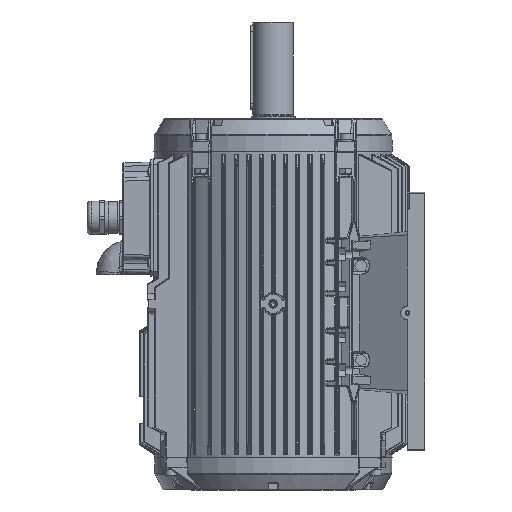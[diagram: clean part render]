
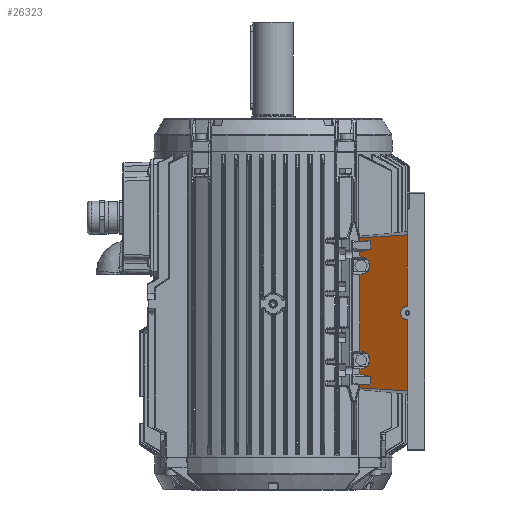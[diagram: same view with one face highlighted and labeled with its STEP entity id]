
A CAD part, left-side view. The second image highlights one B-rep face of the part: STEP entity #26323.
In plain terms, the highlighted planar face has unit normal (-0.849, 0.528, 0).
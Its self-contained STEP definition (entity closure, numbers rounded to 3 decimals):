
#1654=ELLIPSE('',#88714,15.371,13.047);
#1655=ELLIPSE('',#88715,15.371,13.047);
#1656=ELLIPSE('',#88716,11.779,10.);
#22867=PLANE('',#88717);
#26323=ADVANCED_FACE('',(#30606),#22867,.F.);
#30606=FACE_OUTER_BOUND('',#34395,.T.);
#34395=EDGE_LOOP('',(#54841,#54842,#54843,#54844,#54845,#54846,#54847,#54848,
#54849,#54850,#54851,#54852,#54853,#54854,#54855,#54856,#54857,#54858,#54859,
#54860,#54861,#54862));
#54841=ORIENTED_EDGE('',*,*,#74735,.T.);
#54842=ORIENTED_EDGE('',*,*,#74773,.T.);
#54843=ORIENTED_EDGE('',*,*,#74774,.T.);
#54844=ORIENTED_EDGE('',*,*,#74775,.F.);
#54845=ORIENTED_EDGE('',*,*,#74776,.F.);
#54846=ORIENTED_EDGE('',*,*,#74777,.F.);
#54847=ORIENTED_EDGE('',*,*,#74778,.F.);
#54848=ORIENTED_EDGE('',*,*,#74779,.F.);
#54849=ORIENTED_EDGE('',*,*,#74780,.F.);
#54850=ORIENTED_EDGE('',*,*,#74781,.F.);
#54851=ORIENTED_EDGE('',*,*,#74782,.F.);
#54852=ORIENTED_EDGE('',*,*,#74783,.F.);
#54853=ORIENTED_EDGE('',*,*,#74784,.F.);
#54854=ORIENTED_EDGE('',*,*,#74785,.F.);
#54855=ORIENTED_EDGE('',*,*,#74786,.F.);
#54856=ORIENTED_EDGE('',*,*,#74787,.F.);
#54857=ORIENTED_EDGE('',*,*,#74788,.F.);
#54858=ORIENTED_EDGE('',*,*,#74789,.F.);
#54859=ORIENTED_EDGE('',*,*,#74790,.T.);
#54860=ORIENTED_EDGE('',*,*,#74771,.T.);
#54861=ORIENTED_EDGE('',*,*,#74737,.T.);
#54862=ORIENTED_EDGE('',*,*,#74791,.F.);
#63254=VERTEX_POINT('',#192503);
#63255=VERTEX_POINT('',#192505);
#63256=VERTEX_POINT('',#192507);
#63257=VERTEX_POINT('',#192509);
#63286=VERTEX_POINT('',#192577);
#63287=VERTEX_POINT('',#192581);
#63288=VERTEX_POINT('',#192583);
#63289=VERTEX_POINT('',#192585);
#63290=VERTEX_POINT('',#192587);
#63291=VERTEX_POINT('',#192589);
#63292=VERTEX_POINT('',#192591);
#63293=VERTEX_POINT('',#192593);
#63294=VERTEX_POINT('',#192595);
#63295=VERTEX_POINT('',#192597);
#63296=VERTEX_POINT('',#192599);
#63297=VERTEX_POINT('',#192601);
#63298=VERTEX_POINT('',#192603);
#63299=VERTEX_POINT('',#192605);
#63300=VERTEX_POINT('',#192607);
#63301=VERTEX_POINT('',#192609);
#63302=VERTEX_POINT('',#192611);
#63303=VERTEX_POINT('',#192613);
#74735=EDGE_CURVE('',#63255,#63254,#78720,.T.);
#74737=EDGE_CURVE('',#63257,#63256,#78721,.T.);
#74771=EDGE_CURVE('',#63286,#63257,#78749,.T.);
#74773=EDGE_CURVE('',#63254,#63287,#78751,.T.);
#74774=EDGE_CURVE('',#63287,#63288,#78752,.T.);
#74775=EDGE_CURVE('',#63289,#63288,#78753,.T.);
#74776=EDGE_CURVE('',#63290,#63289,#78754,.T.);
#74777=EDGE_CURVE('',#63291,#63290,#78755,.T.);
#74778=EDGE_CURVE('',#63292,#63291,#78756,.T.);
#74779=EDGE_CURVE('',#63293,#63292,#78757,.T.);
#74780=EDGE_CURVE('',#63294,#63293,#1654,.T.);
#74781=EDGE_CURVE('',#63295,#63294,#78758,.T.);
#74782=EDGE_CURVE('',#63296,#63295,#78759,.T.);
#74783=EDGE_CURVE('',#63297,#63296,#78760,.T.);
#74784=EDGE_CURVE('',#63298,#63297,#1655,.T.);
#74785=EDGE_CURVE('',#63299,#63298,#78761,.T.);
#74786=EDGE_CURVE('',#63300,#63299,#78762,.T.);
#74787=EDGE_CURVE('',#63301,#63300,#78763,.T.);
#74788=EDGE_CURVE('',#63302,#63301,#78764,.T.);
#74789=EDGE_CURVE('',#63303,#63302,#78765,.T.);
#74790=EDGE_CURVE('',#63303,#63286,#78766,.T.);
#74791=EDGE_CURVE('',#63255,#63256,#1656,.T.);
#78720=LINE('',#192504,#82505);
#78721=LINE('',#192508,#82506);
#78749=LINE('',#192576,#82534);
#78751=LINE('',#192580,#82536);
#78752=LINE('',#192582,#82537);
#78753=LINE('',#192584,#82538);
#78754=LINE('',#192586,#82539);
#78755=LINE('',#192588,#82540);
#78756=LINE('',#192590,#82541);
#78757=LINE('',#192592,#82542);
#78758=LINE('',#192596,#82543);
#78759=LINE('',#192598,#82544);
#78760=LINE('',#192600,#82545);
#78761=LINE('',#192604,#82546);
#78762=LINE('',#192606,#82547);
#78763=LINE('',#192608,#82548);
#78764=LINE('',#192610,#82549);
#78765=LINE('',#192612,#82550);
#78766=LINE('',#192614,#82551);
#82505=VECTOR('',#103972,1.);
#82506=VECTOR('',#103975,1.);
#82534=VECTOR('',#104025,1.);
#82536=VECTOR('',#104029,1.);
#82537=VECTOR('',#104030,1.);
#82538=VECTOR('',#104031,1.);
#82539=VECTOR('',#104032,1.);
#82540=VECTOR('',#104033,1.);
#82541=VECTOR('',#104034,1.);
#82542=VECTOR('',#104035,1.);
#82543=VECTOR('',#104038,1.);
#82544=VECTOR('',#104039,1.);
#82545=VECTOR('',#104040,1.);
#82546=VECTOR('',#104043,1.);
#82547=VECTOR('',#104044,1.);
#82548=VECTOR('',#104045,1.);
#82549=VECTOR('',#104046,1.);
#82550=VECTOR('',#104047,1.);
#82551=VECTOR('',#104048,1.);
#88714=AXIS2_PLACEMENT_3D('',#192594,#104036,#104037);
#88715=AXIS2_PLACEMENT_3D('',#192602,#104041,#104042);
#88716=AXIS2_PLACEMENT_3D('',#192615,#104049,#104050);
#88717=AXIS2_PLACEMENT_3D('',#192616,#104051,#104052);
#103972=DIRECTION('',(0.,0.,1.));
#103975=DIRECTION('',(0.,0.,1.));
#104025=DIRECTION('',(-0.528,-0.848,-0.054));
#104029=DIRECTION('',(0.528,0.848,-0.054));
#104030=DIRECTION('',(0.,0.,-1.));
#104031=DIRECTION('',(0.528,0.848,-0.036));
#104032=DIRECTION('',(0.,0.,1.));
#104033=DIRECTION('',(-0.517,-0.831,0.206));
#104034=DIRECTION('',(0.,0.,1.));
#104035=DIRECTION('',(0.528,0.849,-0.018));
#104036=DIRECTION('',(-0.849,0.528,0.));
#104037=DIRECTION('',(-0.528,-0.849,0.));
#104038=DIRECTION('',(-0.528,-0.849,-0.018));
#104039=DIRECTION('',(0.,0.,1.));
#104040=DIRECTION('',(0.528,0.849,-0.018));
#104041=DIRECTION('',(-0.849,0.528,0.));
#104042=DIRECTION('',(-0.528,-0.849,0.));
#104043=DIRECTION('',(-0.528,-0.849,-0.018));
#104044=DIRECTION('',(0.,0.,1.));
#104045=DIRECTION('',(0.517,0.831,0.206));
#104046=DIRECTION('',(0.,0.,1.));
#104047=DIRECTION('',(-0.528,-0.848,-0.036));
#104048=DIRECTION('',(0.,0.,-1.));
#104049=DIRECTION('',(-0.849,0.528,0.));
#104050=DIRECTION('',(-0.528,-0.849,0.));
#104051=DIRECTION('',(0.849,-0.528,0.));
#104052=DIRECTION('',(0.,0.,-1.));
#192503=CARTESIAN_POINT('',(-221.,-199.458,-176.1));
#192504=CARTESIAN_POINT('',(-221.,-199.458,-282.));
#192505=CARTESIAN_POINT('',(-221.,-199.458,-282.));
#192507=CARTESIAN_POINT('',(-221.,-199.458,-302.));
#192508=CARTESIAN_POINT('',(-221.,-199.458,-407.9));
#192509=CARTESIAN_POINT('',(-221.,-199.458,-407.9));
#192576=CARTESIAN_POINT('',(-176.806,-128.458,-403.37));
#192577=CARTESIAN_POINT('',(-176.806,-128.458,-403.37));
#192580=CARTESIAN_POINT('',(-221.,-199.458,-176.1));
#192581=CARTESIAN_POINT('',(-176.806,-128.458,-180.63));
#192582=CARTESIAN_POINT('',(-176.806,-128.458,-185.585));
#192583=CARTESIAN_POINT('',(-176.806,-128.458,-185.585));
#192584=CARTESIAN_POINT('',(-187.211,-145.173,-184.88));
#192585=CARTESIAN_POINT('',(-187.211,-145.173,-184.88));
#192586=CARTESIAN_POINT('',(-187.211,-145.173,-197.301));
#192587=CARTESIAN_POINT('',(-187.211,-145.173,-197.301));
#192588=CARTESIAN_POINT('',(-176.806,-128.458,-201.449));
#192589=CARTESIAN_POINT('',(-176.806,-128.458,-201.449));
#192590=CARTESIAN_POINT('',(-176.806,-128.458,-209.));
#192591=CARTESIAN_POINT('',(-176.806,-128.458,-209.));
#192592=CARTESIAN_POINT('',(-178.051,-130.458,-208.957));
#192593=CARTESIAN_POINT('',(-178.051,-130.458,-208.957));
#192594=CARTESIAN_POINT('',(-178.228,-130.742,-222.));
#192595=CARTESIAN_POINT('',(-178.051,-130.458,-235.043));
#192596=CARTESIAN_POINT('',(-176.806,-128.458,-235.));
#192597=CARTESIAN_POINT('',(-176.806,-128.458,-235.));
#192598=CARTESIAN_POINT('',(-176.806,-128.458,-349.));
#192599=CARTESIAN_POINT('',(-176.806,-128.458,-349.));
#192600=CARTESIAN_POINT('',(-178.051,-130.458,-348.957));
#192601=CARTESIAN_POINT('',(-178.051,-130.458,-348.957));
#192602=CARTESIAN_POINT('',(-178.228,-130.742,-362.));
#192603=CARTESIAN_POINT('',(-178.051,-130.458,-375.043));
#192604=CARTESIAN_POINT('',(-176.806,-128.458,-375.));
#192605=CARTESIAN_POINT('',(-176.806,-128.458,-375.));
#192606=CARTESIAN_POINT('',(-176.806,-128.458,-382.551));
#192607=CARTESIAN_POINT('',(-176.806,-128.458,-382.551));
#192608=CARTESIAN_POINT('',(-187.211,-145.173,-386.699));
#192609=CARTESIAN_POINT('',(-187.211,-145.173,-386.699));
#192610=CARTESIAN_POINT('',(-187.211,-145.173,-399.12));
#192611=CARTESIAN_POINT('',(-187.211,-145.173,-399.12));
#192612=CARTESIAN_POINT('',(-176.806,-128.458,-398.415));
#192613=CARTESIAN_POINT('',(-176.806,-128.458,-398.415));
#192614=CARTESIAN_POINT('',(-176.806,-128.458,-403.37));
#192615=CARTESIAN_POINT('',(-221.,-199.458,-292.));
#192616=CARTESIAN_POINT('',(-221.,-199.458,-175.968));
